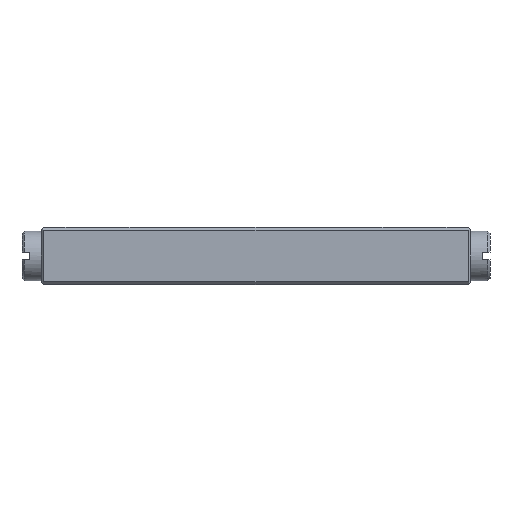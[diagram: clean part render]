
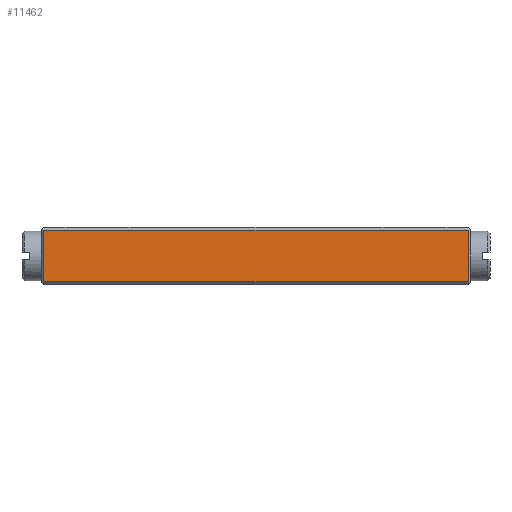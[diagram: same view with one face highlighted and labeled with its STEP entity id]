
A CAD part, front view. The second image highlights one B-rep face of the part: STEP entity #11462.
In plain terms, the highlighted planar face has unit normal (0, -1, 0).
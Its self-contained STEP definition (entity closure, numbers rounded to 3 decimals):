
#11462=ADVANCED_FACE('',(#14655),#13126,.T.);
#13126=PLANE('',#45546);
#14655=FACE_OUTER_BOUND('',#16726,.T.);
#16726=EDGE_LOOP('',(#23835,#23836,#23837,#23838));
#23835=ORIENTED_EDGE('',*,*,#34895,.T.);
#23836=ORIENTED_EDGE('',*,*,#34896,.T.);
#23837=ORIENTED_EDGE('',*,*,#34897,.T.);
#23838=ORIENTED_EDGE('',*,*,#34898,.T.);
#30673=VERTEX_POINT('',#63469);
#30674=VERTEX_POINT('',#63470);
#30675=VERTEX_POINT('',#63472);
#30676=VERTEX_POINT('',#63474);
#34895=EDGE_CURVE('',#30673,#30674,#39190,.T.);
#34896=EDGE_CURVE('',#30674,#30675,#39191,.T.);
#34897=EDGE_CURVE('',#30675,#30676,#39192,.T.);
#34898=EDGE_CURVE('',#30676,#30673,#39193,.T.);
#39190=LINE('',#63468,#42786);
#39191=LINE('',#63471,#42787);
#39192=LINE('',#63473,#42788);
#39193=LINE('',#63475,#42789);
#42786=VECTOR('',#50963,1.);
#42787=VECTOR('',#50964,1.);
#42788=VECTOR('',#50965,1.);
#42789=VECTOR('',#50966,1.);
#45546=AXIS2_PLACEMENT_3D('',#63476,#50967,#50968);
#50963=DIRECTION('',(-1.,0.,0.));
#50964=DIRECTION('',(0.,0.,-1.));
#50965=DIRECTION('',(1.,0.,0.));
#50966=DIRECTION('',(0.,0.,1.));
#50967=DIRECTION('',(0.,-1.,0.));
#50968=DIRECTION('',(0.,0.,1.));
#63468=CARTESIAN_POINT('',(22.5,-3.95,5.65));
#63469=CARTESIAN_POINT('',(44.725,-3.95,5.65));
#63470=CARTESIAN_POINT('',(0.275,-3.95,5.65));
#63471=CARTESIAN_POINT('',(0.275,-3.95,-0.05));
#63472=CARTESIAN_POINT('',(0.275,-3.95,0.25));
#63473=CARTESIAN_POINT('',(22.5,-3.95,0.25));
#63474=CARTESIAN_POINT('',(44.725,-3.95,0.25));
#63475=CARTESIAN_POINT('',(44.725,-3.95,-0.05));
#63476=CARTESIAN_POINT('',(22.5,-3.95,-0.05));
